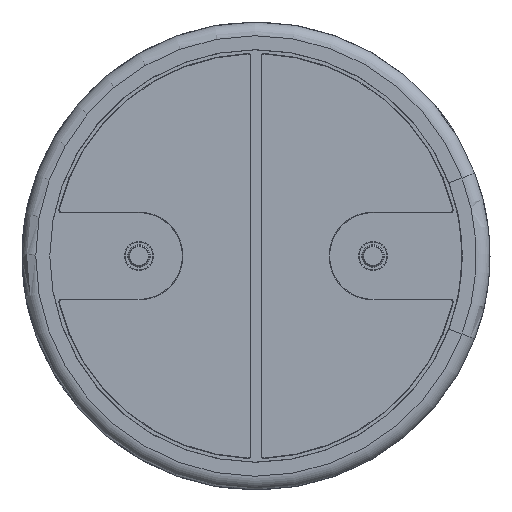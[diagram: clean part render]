
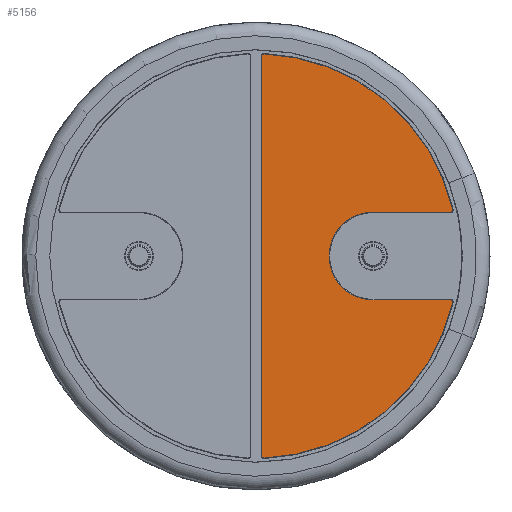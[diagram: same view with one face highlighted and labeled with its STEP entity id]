
A CAD part, front view. The second image highlights one B-rep face of the part: STEP entity #5156.
In plain terms, the highlighted planar face has unit normal (0, -1, 0).
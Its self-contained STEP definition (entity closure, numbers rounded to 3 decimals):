
#71=PLANE('',#5520);
#302=CIRCLE('',#5485,0.082);
#305=CIRCLE('',#5490,0.082);
#308=CIRCLE('',#5494,6.912);
#311=CIRCLE('',#5498,0.082);
#315=CIRCLE('',#5504,1.501);
#319=CIRCLE('',#5510,0.082);
#321=CIRCLE('',#5513,6.912);
#500=FACE_OUTER_BOUND('',#726,.T.);
#726=EDGE_LOOP('',(#4257,#4258,#4259,#4260,#4261,#4262,#4263,#4264,#4265,
#4266));
#962=LINE('',#10214,#1165);
#964=LINE('',#10238,#1167);
#966=LINE('',#10250,#1169);
#1165=VECTOR('',#6271,10.);
#1167=VECTOR('',#6301,10.);
#1169=VECTOR('',#6315,10.);
#2153=VERTEX_POINT('',#10202);
#2156=VERTEX_POINT('',#10207);
#2158=VERTEX_POINT('',#10212);
#2160=VERTEX_POINT('',#10218);
#2162=VERTEX_POINT('',#10224);
#2164=VERTEX_POINT('',#10230);
#2166=VERTEX_POINT('',#10236);
#2168=VERTEX_POINT('',#10242);
#2170=VERTEX_POINT('',#10248);
#2172=VERTEX_POINT('',#10254);
#2868=EDGE_CURVE('',#2156,#2153,#302,.T.);
#2870=EDGE_CURVE('',#2158,#2156,#962,.T.);
#2873=EDGE_CURVE('',#2160,#2158,#305,.T.);
#2876=EDGE_CURVE('',#2162,#2160,#308,.T.);
#2879=EDGE_CURVE('',#2164,#2162,#311,.T.);
#2882=EDGE_CURVE('',#2166,#2164,#964,.T.);
#2885=EDGE_CURVE('',#2168,#2166,#315,.T.);
#2888=EDGE_CURVE('',#2170,#2168,#966,.T.);
#2891=EDGE_CURVE('',#2172,#2170,#319,.T.);
#2893=EDGE_CURVE('',#2153,#2172,#321,.T.);
#4257=ORIENTED_EDGE('',*,*,#2868,.F.);
#4258=ORIENTED_EDGE('',*,*,#2870,.F.);
#4259=ORIENTED_EDGE('',*,*,#2873,.F.);
#4260=ORIENTED_EDGE('',*,*,#2876,.F.);
#4261=ORIENTED_EDGE('',*,*,#2879,.F.);
#4262=ORIENTED_EDGE('',*,*,#2882,.F.);
#4263=ORIENTED_EDGE('',*,*,#2885,.F.);
#4264=ORIENTED_EDGE('',*,*,#2888,.F.);
#4265=ORIENTED_EDGE('',*,*,#2891,.F.);
#4266=ORIENTED_EDGE('',*,*,#2893,.F.);
#5156=ADVANCED_FACE('',(#500),#71,.F.);
#5485=AXIS2_PLACEMENT_3D('',#10209,#6265,#6266);
#5490=AXIS2_PLACEMENT_3D('',#10220,#6277,#6278);
#5494=AXIS2_PLACEMENT_3D('',#10226,#6285,#6286);
#5498=AXIS2_PLACEMENT_3D('',#10232,#6293,#6294);
#5504=AXIS2_PLACEMENT_3D('',#10244,#6307,#6308);
#5510=AXIS2_PLACEMENT_3D('',#10256,#6321,#6322);
#5513=AXIS2_PLACEMENT_3D('',#10259,#6327,#6328);
#5520=AXIS2_PLACEMENT_3D('',#10272,#6347,#6348);
#6265=DIRECTION('center_axis',(0.,1.,0.));
#6266=DIRECTION('ref_axis',(-0.693,0.,0.721));
#6271=DIRECTION('',(0.,0.,1.));
#6277=DIRECTION('center_axis',(0.,1.,0.));
#6278=DIRECTION('ref_axis',(-0.693,0.,-0.721));
#6285=DIRECTION('center_axis',(0.,1.,0.));
#6286=DIRECTION('ref_axis',(0.635,0.,-0.772));
#6293=DIRECTION('center_axis',(0.,1.,0.));
#6294=DIRECTION('ref_axis',(0.785,0.,0.62));
#6301=DIRECTION('',(1.,0.,0.));
#6307=DIRECTION('center_axis',(0.,-1.,0.));
#6308=DIRECTION('ref_axis',(-1.,0.,0.));
#6315=DIRECTION('',(-1.,0.,0.));
#6321=DIRECTION('center_axis',(0.,1.,0.));
#6322=DIRECTION('ref_axis',(0.785,0.,-0.62));
#6327=DIRECTION('center_axis',(0.,1.,0.));
#6328=DIRECTION('ref_axis',(0.635,0.,0.772));
#6347=DIRECTION('center_axis',(0.,1.,0.));
#6348=DIRECTION('ref_axis',(0.,0.,1.));
#10202=CARTESIAN_POINT('',(0.278,-0.093,6.906));
#10207=CARTESIAN_POINT('',(0.193,-0.093,6.824));
#10209=CARTESIAN_POINT('Origin',(0.275,-0.093,6.824));
#10212=CARTESIAN_POINT('',(0.193,-0.093,-6.824));
#10214=CARTESIAN_POINT('',(0.193,-0.093,3.412));
#10218=CARTESIAN_POINT('',(0.278,-0.093,-6.906));
#10220=CARTESIAN_POINT('Origin',(0.275,-0.093,-6.824));
#10224=CARTESIAN_POINT('',(6.724,-0.093,-1.602));
#10226=CARTESIAN_POINT('Origin',(0.,-0.093,0.));
#10230=CARTESIAN_POINT('',(6.644,-0.093,-1.501));
#10232=CARTESIAN_POINT('Origin',(6.644,-0.093,-1.583));
#10236=CARTESIAN_POINT('',(4.,-0.093,-1.501));
#10238=CARTESIAN_POINT('',(5.052,-0.093,-1.501));
#10242=CARTESIAN_POINT('',(4.,-0.093,1.501));
#10244=CARTESIAN_POINT('Origin',(4.,-0.093,0.));
#10248=CARTESIAN_POINT('',(6.644,-0.093,1.501));
#10250=CARTESIAN_POINT('',(3.73,-0.093,1.501));
#10254=CARTESIAN_POINT('',(6.724,-0.093,1.602));
#10256=CARTESIAN_POINT('Origin',(6.644,-0.093,1.583));
#10259=CARTESIAN_POINT('Origin',(0.,-0.093,0.));
#10272=CARTESIAN_POINT('Origin',(3.459,-0.093,0.));
